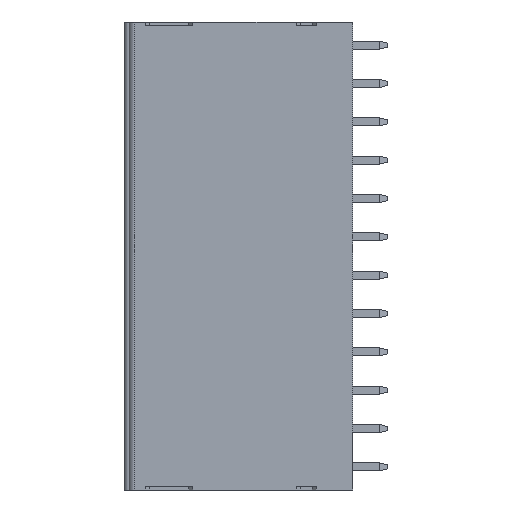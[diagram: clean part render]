
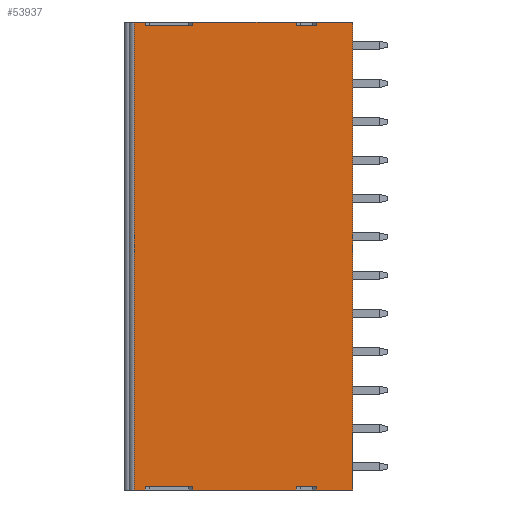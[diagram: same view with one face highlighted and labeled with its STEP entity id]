
A CAD part, front view. The second image highlights one B-rep face of the part: STEP entity #53937.
In plain terms, the highlighted planar face has unit normal (0, -1, 0).
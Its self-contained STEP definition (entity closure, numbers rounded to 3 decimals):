
#16525=DIRECTION('',(0.,0.,-1.));
#16526=VECTOR('',#16525,46.51);
#16527=CARTESIAN_POINT('',(-21.694,0.,-89.343));
#16528=LINE('',#16527,#16526);
#16533=DIRECTION('',(0.,0.,-1.));
#16534=VECTOR('',#16533,46.51);
#16535=CARTESIAN_POINT('',(0.006,0.,-89.343));
#16536=LINE('',#16535,#16534);
#16537=DIRECTION('',(-1.,0.,0.));
#16538=VECTOR('',#16537,3.6);
#16539=CARTESIAN_POINT('',(0.006,0.,
-135.853));
#16540=LINE('',#16539,#16538);
#16541=DIRECTION('',(0.,0.,1.));
#16542=VECTOR('',#16541,0.3);
#16543=CARTESIAN_POINT('',(-3.594,0.,
-135.853));
#16544=LINE('',#16543,#16542);
#16545=DIRECTION('',(-1.,0.,0.));
#16546=VECTOR('',#16545,10.3);
#16547=CARTESIAN_POINT('',(-5.594,0.,
-135.853));
#16548=LINE('',#16547,#16546);
#16549=DIRECTION('',(0.,0.,1.));
#16550=VECTOR('',#16549,0.3);
#16551=CARTESIAN_POINT('',(-15.894,0.,
-135.853));
#16552=LINE('',#16551,#16550);
#16553=DIRECTION('',(0.,0.,-1.));
#16554=VECTOR('',#16553,0.3);
#16555=CARTESIAN_POINT('',(-20.594,0.,
-135.553));
#16556=LINE('',#16555,#16554);
#16557=DIRECTION('',(-1.,0.,0.));
#16558=VECTOR('',#16557,1.1);
#16559=CARTESIAN_POINT('',(-20.594,0.,
-135.853));
#16560=LINE('',#16559,#16558);
#16561=DIRECTION('',(1.,0.,0.));
#16562=VECTOR('',#16561,1.1);
#16563=CARTESIAN_POINT('',(-21.694,0.,-89.343));
#16564=LINE('',#16563,#16562);
#16565=DIRECTION('',(1.,0.,0.));
#16566=VECTOR('',#16565,4.7);
#16567=CARTESIAN_POINT('',(-20.594,0.,
-89.643));
#16568=LINE('',#16567,#16566);
#16569=DIRECTION('',(1.,0.,0.));
#16570=VECTOR('',#16569,10.3);
#16571=CARTESIAN_POINT('',(-15.894,0.,-89.343));
#16572=LINE('',#16571,#16570);
#16573=DIRECTION('',(0.,0.,-1.));
#16574=VECTOR('',#16573,0.3);
#16575=CARTESIAN_POINT('',(-5.594,0.,-89.343));
#16576=LINE('',#16575,#16574);
#16577=DIRECTION('',(1.,0.,0.));
#16578=VECTOR('',#16577,2.);
#16579=CARTESIAN_POINT('',(-5.594,0.,
-89.643));
#16580=LINE('',#16579,#16578);
#16581=DIRECTION('',(1.,0.,0.));
#16582=VECTOR('',#16581,3.6);
#16583=CARTESIAN_POINT('',(-3.594,0.,
-89.343));
#16584=LINE('',#16583,#16582);
#16636=DIRECTION('',(0.,0.,1.));
#16637=VECTOR('',#16636,0.3);
#16638=CARTESIAN_POINT('',(-5.594,0.,
-135.853));
#16639=LINE('',#16638,#16637);
#16648=DIRECTION('',(1.,0.,0.));
#16649=VECTOR('',#16648,2.);
#16650=CARTESIAN_POINT('',(-5.594,0.,
-135.553));
#16651=LINE('',#16650,#16649);
#16672=DIRECTION('',(1.,0.,0.));
#16673=VECTOR('',#16672,4.7);
#16674=CARTESIAN_POINT('',(-20.594,0.,
-135.553));
#16675=LINE('',#16674,#16673);
#16735=DIRECTION('',(0.,0.,-1.));
#16736=VECTOR('',#16735,0.3);
#16737=CARTESIAN_POINT('',(-15.894,0.,-89.343));
#16738=LINE('',#16737,#16736);
#16751=DIRECTION('',(0.,0.,1.));
#16752=VECTOR('',#16751,0.3);
#16753=CARTESIAN_POINT('',(-20.594,0.,
-89.643));
#16754=LINE('',#16753,#16752);
#16767=DIRECTION('',(0.,0.,-1.));
#16768=VECTOR('',#16767,0.3);
#16769=CARTESIAN_POINT('',(-3.594,0.,
-89.343));
#16770=LINE('',#16769,#16768);
#23285=CARTESIAN_POINT('',(0.006,0.,-89.343));
#23287=VERTEX_POINT('',#23285);
#23723=CARTESIAN_POINT('',(-15.894,0.,-89.343));
#23724=CARTESIAN_POINT('',(-5.594,0.,-89.343));
#23725=VERTEX_POINT('',#23723);
#23726=VERTEX_POINT('',#23724);
#23731=CARTESIAN_POINT('',(-20.594,0.,-89.343));
#23732=VERTEX_POINT('',#23731);
#23733=CARTESIAN_POINT('',(-21.694,0.,-89.343));
#23734=VERTEX_POINT('',#23733);
#23741=CARTESIAN_POINT('',(-3.594,0.,
-89.343));
#23742=VERTEX_POINT('',#23741);
#23747=CARTESIAN_POINT('',(-20.594,0.,
-89.643));
#23748=VERTEX_POINT('',#23747);
#23749=CARTESIAN_POINT('',(-15.894,0.,
-89.643));
#23750=VERTEX_POINT('',#23749);
#23751=CARTESIAN_POINT('',(-5.594,0.,
-89.643));
#23752=VERTEX_POINT('',#23751);
#23753=CARTESIAN_POINT('',(-3.594,0.,
-89.643));
#23754=VERTEX_POINT('',#23753);
#23937=CARTESIAN_POINT('',(0.006,0.,
-135.853));
#23939=VERTEX_POINT('',#23937);
#24374=CARTESIAN_POINT('',(-3.594,0.,
-135.853));
#24375=VERTEX_POINT('',#24374);
#24376=CARTESIAN_POINT('',(-3.594,0.,
-135.553));
#24377=VERTEX_POINT('',#24376);
#24378=CARTESIAN_POINT('',(-5.594,0.,
-135.553));
#24379=VERTEX_POINT('',#24378);
#24380=CARTESIAN_POINT('',(-5.594,0.,
-135.853));
#24381=VERTEX_POINT('',#24380);
#24382=CARTESIAN_POINT('',(-15.894,0.,
-135.853));
#24383=VERTEX_POINT('',#24382);
#24384=CARTESIAN_POINT('',(-15.894,0.,
-135.553));
#24385=VERTEX_POINT('',#24384);
#24386=CARTESIAN_POINT('',(-20.594,0.,
-135.553));
#24387=VERTEX_POINT('',#24386);
#24388=CARTESIAN_POINT('',(-20.594,0.,
-135.853));
#24389=VERTEX_POINT('',#24388);
#24390=CARTESIAN_POINT('',(-21.694,0.,
-135.853));
#24391=VERTEX_POINT('',#24390);
#53892=CARTESIAN_POINT('',(0.006,0.,-101.168));
#53893=DIRECTION('',(0.,1.,0.));
#53894=DIRECTION('',(-1.,0.,0.));
#53895=AXIS2_PLACEMENT_3D('',#53892,#53893,#53894);
#53896=PLANE('',#53895);
#53897=ORIENTED_EDGE('',*,*,#30357,.T.);
#53899=ORIENTED_EDGE('',*,*,#53898,.T.);
#53901=ORIENTED_EDGE('',*,*,#53900,.T.);
#53903=ORIENTED_EDGE('',*,*,#53902,.F.);
#53905=ORIENTED_EDGE('',*,*,#53904,.F.);
#53907=ORIENTED_EDGE('',*,*,#53906,.T.);
#53909=ORIENTED_EDGE('',*,*,#53908,.T.);
#53911=ORIENTED_EDGE('',*,*,#53910,.F.);
#53913=ORIENTED_EDGE('',*,*,#53912,.T.);
#53915=ORIENTED_EDGE('',*,*,#53914,.T.);
#53916=ORIENTED_EDGE('',*,*,#53882,.F.);
#53918=ORIENTED_EDGE('',*,*,#53917,.T.);
#53920=ORIENTED_EDGE('',*,*,#53919,.F.);
#53922=ORIENTED_EDGE('',*,*,#53921,.T.);
#53924=ORIENTED_EDGE('',*,*,#53923,.F.);
#53926=ORIENTED_EDGE('',*,*,#53925,.T.);
#53928=ORIENTED_EDGE('',*,*,#53927,.T.);
#53930=ORIENTED_EDGE('',*,*,#53929,.T.);
#53932=ORIENTED_EDGE('',*,*,#53931,.F.);
#53934=ORIENTED_EDGE('',*,*,#53933,.T.);
#53935=EDGE_LOOP('',(#53897,#53899,#53901,#53903,#53905,#53907,#53909,#53911,
#53913,#53915,#53916,#53918,#53920,#53922,#53924,#53926,#53928,#53930,#53932,
#53934));
#53936=FACE_OUTER_BOUND('',#53935,.F.);
#53937=ADVANCED_FACE('',(#53936),#53896,.F.);
#30357=EDGE_CURVE('',#23287,#23939,#16536,.T.);
#53882=EDGE_CURVE('',#23734,#24391,#16528,.T.);
#53898=EDGE_CURVE('',#23939,#24375,#16540,.T.);
#53900=EDGE_CURVE('',#24375,#24377,#16544,.T.);
#53902=EDGE_CURVE('',#24379,#24377,#16651,.T.);
#53904=EDGE_CURVE('',#24381,#24379,#16639,.T.);
#53906=EDGE_CURVE('',#24381,#24383,#16548,.T.);
#53908=EDGE_CURVE('',#24383,#24385,#16552,.T.);
#53910=EDGE_CURVE('',#24387,#24385,#16675,.T.);
#53912=EDGE_CURVE('',#24387,#24389,#16556,.T.);
#53914=EDGE_CURVE('',#24389,#24391,#16560,.T.);
#53917=EDGE_CURVE('',#23734,#23732,#16564,.T.);
#53919=EDGE_CURVE('',#23748,#23732,#16754,.T.);
#53921=EDGE_CURVE('',#23748,#23750,#16568,.T.);
#53923=EDGE_CURVE('',#23725,#23750,#16738,.T.);
#53925=EDGE_CURVE('',#23725,#23726,#16572,.T.);
#53927=EDGE_CURVE('',#23726,#23752,#16576,.T.);
#53929=EDGE_CURVE('',#23752,#23754,#16580,.T.);
#53931=EDGE_CURVE('',#23742,#23754,#16770,.T.);
#53933=EDGE_CURVE('',#23742,#23287,#16584,.T.);
